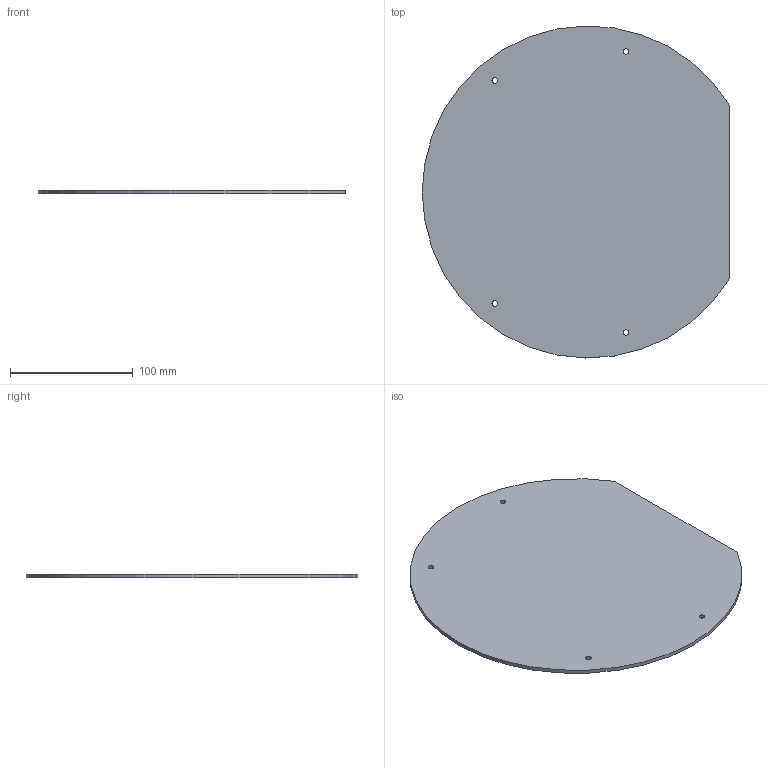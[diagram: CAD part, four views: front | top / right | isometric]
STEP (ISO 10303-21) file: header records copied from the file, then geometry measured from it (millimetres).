
FILE_DESCRIPTION (( 'STEP AP214' ), '1' );
FILE_NAME ('025394-GEO_3.STEP', '2021-12-09T18:06:42', ( '' ), ( '' ), 'SwSTEP 2.0', 'SolidWorks 2020', '' );
FILE_SCHEMA (( 'AUTOMOTIVE_DESIGN' ));
Length unit declared in the file: millimetre
Products named in the file (1): 025394-GEO_3
Bounding box: 250 x 269.96 x 3 mm (x, y, z)
Volume: 165829.4 mm3; surface area: 113245 mm2
Topology: 1 solids, 1 shells, 8 faces, 18 edges, 12 vertices
Faces by surface type: cylinder 5, plane 3
Full cylindrical faces by diameter (mm): 4.5 x4
Entity records: 262 total; most frequent: DIRECTION 42, CARTESIAN_POINT 35, ORIENTED_EDGE 28, EDGE_LOOP 20, AXIS2_PLACEMENT_3D 19, EDGE_CURVE 14, VERTEX_POINT 12, FACE_OUTER_BOUND 12
